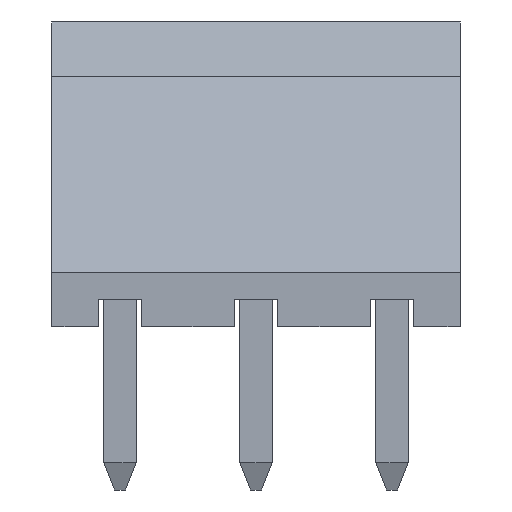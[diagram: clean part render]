
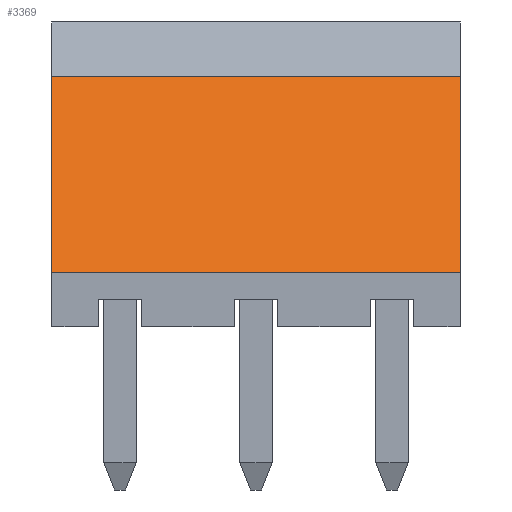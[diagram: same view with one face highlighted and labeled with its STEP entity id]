
A CAD part, front view. The second image highlights one B-rep face of the part: STEP entity #3369.
In plain terms, the highlighted planar face has unit normal (0, -0.811, 0.586).
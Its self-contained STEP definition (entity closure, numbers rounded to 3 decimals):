
#3188 = PLANE('',#3189);
#3189 = AXIS2_PLACEMENT_3D('',#3190,#3191,#3192);
#3190 = CARTESIAN_POINT('',(-1.25,0.4,4.6));
#3191 = DIRECTION('',(0.,0.,-1.));
#3192 = DIRECTION('',(0.,-1.,0.));
#3213 = VERTEX_POINT('',#3214);
#3214 = CARTESIAN_POINT('',(6.25,-0.4,4.6));
#3228 = PLANE('',#3229);
#3229 = AXIS2_PLACEMENT_3D('',#3230,#3231,#3232);
#3230 = CARTESIAN_POINT('',(6.25,0.384,2.186));
#3231 = DIRECTION('',(1.,0.,0.));
#3232 = DIRECTION('',(0.,0.,1.));
#3240 = EDGE_CURVE('',#3241,#3213,#3243,.T.);
#3241 = VERTEX_POINT('',#3242);
#3242 = CARTESIAN_POINT('',(-1.25,-0.4,4.6));
#3243 = SURFACE_CURVE('',#3244,(#3248,#3255),.PCURVE_S1.);
#3244 = LINE('',#3245,#3246);
#3245 = CARTESIAN_POINT('',(-1.25,-0.4,4.6));
#3246 = VECTOR('',#3247,1.);
#3247 = DIRECTION('',(1.,0.,0.));
#3248 = PCURVE('',#3188,#3249);
#3249 = DEFINITIONAL_REPRESENTATION('',(#3250),#3254);
#3250 = LINE('',#3251,#3252);
#3251 = CARTESIAN_POINT('',(0.8,0.));
#3252 = VECTOR('',#3253,1.);
#3253 = DIRECTION('',(0.,-1.));
#3254 = ( GEOMETRIC_REPRESENTATION_CONTEXT(2) 
PARAMETRIC_REPRESENTATION_CONTEXT() REPRESENTATION_CONTEXT('2D SPACE',''
  ) );
#3255 = PCURVE('',#3256,#3261);
#3256 = PLANE('',#3257);
#3257 = AXIS2_PLACEMENT_3D('',#3258,#3259,#3260);
#3258 = CARTESIAN_POINT('',(-1.25,-0.4,4.6));
#3259 = DIRECTION('',(0.,0.811,-0.585));
#3260 = DIRECTION('',(0.,-0.585,-0.811));
#3261 = DEFINITIONAL_REPRESENTATION('',(#3262),#3266);
#3262 = LINE('',#3263,#3264);
#3263 = CARTESIAN_POINT('',(0.,0.));
#3264 = VECTOR('',#3265,1.);
#3265 = DIRECTION('',(0.,-1.));
#3266 = ( GEOMETRIC_REPRESENTATION_CONTEXT(2) 
PARAMETRIC_REPRESENTATION_CONTEXT() REPRESENTATION_CONTEXT('2D SPACE',''
  ) );
#3282 = PLANE('',#3283);
#3283 = AXIS2_PLACEMENT_3D('',#3284,#3285,#3286);
#3284 = CARTESIAN_POINT('',(-1.25,0.384,2.186));
#3285 = DIRECTION('',(1.,0.,0.));
#3286 = DIRECTION('',(0.,0.,1.));
#3369 = ADVANCED_FACE('',(#3370),#3256,.F.);
#3370 = FACE_BOUND('',#3371,.F.);
#3371 = EDGE_LOOP('',(#3372,#3373,#3396,#3424));
#3372 = ORIENTED_EDGE('',*,*,#3240,.T.);
#3373 = ORIENTED_EDGE('',*,*,#3374,.T.);
#3374 = EDGE_CURVE('',#3213,#3375,#3377,.T.);
#3375 = VERTEX_POINT('',#3376);
#3376 = CARTESIAN_POINT('',(6.25,-3.,1.));
#3377 = SURFACE_CURVE('',#3378,(#3382,#3389),.PCURVE_S1.);
#3378 = LINE('',#3379,#3380);
#3379 = CARTESIAN_POINT('',(6.25,-0.4,4.6));
#3380 = VECTOR('',#3381,1.);
#3381 = DIRECTION('',(0.,-0.585,-0.811));
#3382 = PCURVE('',#3256,#3383);
#3383 = DEFINITIONAL_REPRESENTATION('',(#3384),#3388);
#3384 = LINE('',#3385,#3386);
#3385 = CARTESIAN_POINT('',(0.,-7.5));
#3386 = VECTOR('',#3387,1.);
#3387 = DIRECTION('',(1.,0.));
#3388 = ( GEOMETRIC_REPRESENTATION_CONTEXT(2) 
PARAMETRIC_REPRESENTATION_CONTEXT() REPRESENTATION_CONTEXT('2D SPACE',''
  ) );
#3389 = PCURVE('',#3228,#3390);
#3390 = DEFINITIONAL_REPRESENTATION('',(#3391),#3395);
#3391 = LINE('',#3392,#3393);
#3392 = CARTESIAN_POINT('',(2.414,0.784));
#3393 = VECTOR('',#3394,1.);
#3394 = DIRECTION('',(-0.811,0.585));
#3395 = ( GEOMETRIC_REPRESENTATION_CONTEXT(2) 
PARAMETRIC_REPRESENTATION_CONTEXT() REPRESENTATION_CONTEXT('2D SPACE',''
  ) );
#3396 = ORIENTED_EDGE('',*,*,#3397,.F.);
#3397 = EDGE_CURVE('',#3398,#3375,#3400,.T.);
#3398 = VERTEX_POINT('',#3399);
#3399 = CARTESIAN_POINT('',(-1.25,-3.,1.));
#3400 = SURFACE_CURVE('',#3401,(#3405,#3412),.PCURVE_S1.);
#3401 = LINE('',#3402,#3403);
#3402 = CARTESIAN_POINT('',(-1.25,-3.,1.));
#3403 = VECTOR('',#3404,1.);
#3404 = DIRECTION('',(1.,0.,0.));
#3405 = PCURVE('',#3256,#3406);
#3406 = DEFINITIONAL_REPRESENTATION('',(#3407),#3411);
#3407 = LINE('',#3408,#3409);
#3408 = CARTESIAN_POINT('',(4.441,0.));
#3409 = VECTOR('',#3410,1.);
#3410 = DIRECTION('',(0.,-1.));
#3411 = ( GEOMETRIC_REPRESENTATION_CONTEXT(2) 
PARAMETRIC_REPRESENTATION_CONTEXT() REPRESENTATION_CONTEXT('2D SPACE',''
  ) );
#3412 = PCURVE('',#3413,#3418);
#3413 = PLANE('',#3414);
#3414 = AXIS2_PLACEMENT_3D('',#3415,#3416,#3417);
#3415 = CARTESIAN_POINT('',(-1.25,-3.,1.));
#3416 = DIRECTION('',(0.,1.,0.));
#3417 = DIRECTION('',(0.,0.,-1.));
#3418 = DEFINITIONAL_REPRESENTATION('',(#3419),#3423);
#3419 = LINE('',#3420,#3421);
#3420 = CARTESIAN_POINT('',(0.,0.));
#3421 = VECTOR('',#3422,1.);
#3422 = DIRECTION('',(0.,-1.));
#3423 = ( GEOMETRIC_REPRESENTATION_CONTEXT(2) 
PARAMETRIC_REPRESENTATION_CONTEXT() REPRESENTATION_CONTEXT('2D SPACE',''
  ) );
#3424 = ORIENTED_EDGE('',*,*,#3425,.F.);
#3425 = EDGE_CURVE('',#3241,#3398,#3426,.T.);
#3426 = SURFACE_CURVE('',#3427,(#3431,#3438),.PCURVE_S1.);
#3427 = LINE('',#3428,#3429);
#3428 = CARTESIAN_POINT('',(-1.25,-0.4,4.6));
#3429 = VECTOR('',#3430,1.);
#3430 = DIRECTION('',(0.,-0.585,-0.811));
#3431 = PCURVE('',#3256,#3432);
#3432 = DEFINITIONAL_REPRESENTATION('',(#3433),#3437);
#3433 = LINE('',#3434,#3435);
#3434 = CARTESIAN_POINT('',(0.,0.));
#3435 = VECTOR('',#3436,1.);
#3436 = DIRECTION('',(1.,0.));
#3437 = ( GEOMETRIC_REPRESENTATION_CONTEXT(2) 
PARAMETRIC_REPRESENTATION_CONTEXT() REPRESENTATION_CONTEXT('2D SPACE',''
  ) );
#3438 = PCURVE('',#3282,#3439);
#3439 = DEFINITIONAL_REPRESENTATION('',(#3440),#3444);
#3440 = LINE('',#3441,#3442);
#3441 = CARTESIAN_POINT('',(2.414,0.784));
#3442 = VECTOR('',#3443,1.);
#3443 = DIRECTION('',(-0.811,0.585));
#3444 = ( GEOMETRIC_REPRESENTATION_CONTEXT(2) 
PARAMETRIC_REPRESENTATION_CONTEXT() REPRESENTATION_CONTEXT('2D SPACE',''
  ) );
